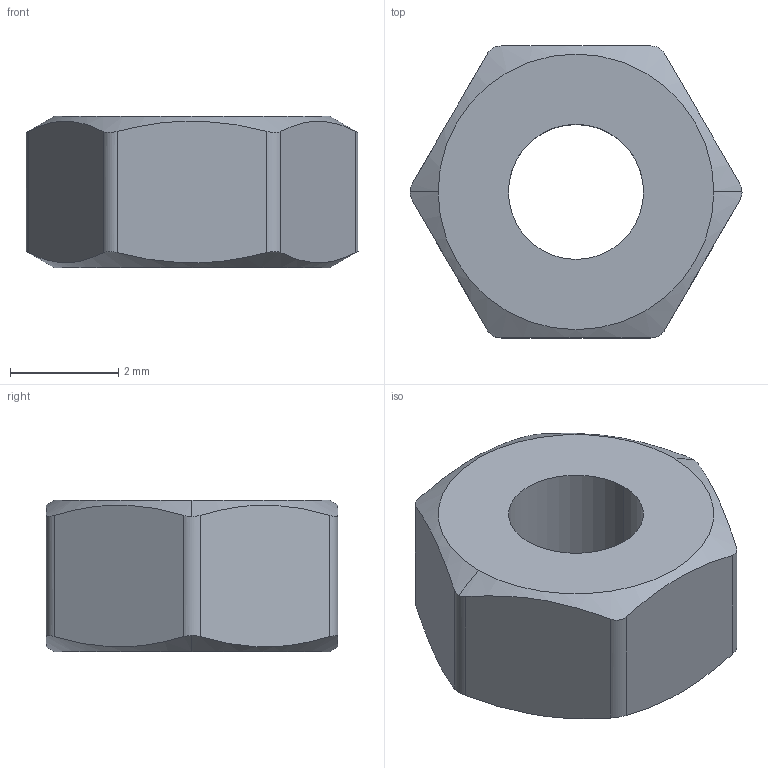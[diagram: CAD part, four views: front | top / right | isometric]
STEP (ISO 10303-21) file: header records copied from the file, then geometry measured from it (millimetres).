
FILE_DESCRIPTION (( 'STEP AP214' ), '1' );
FILE_NAME ('Nut M3六角螺母（不锈钢）.step', '2016-10-28T04:22:29', ( 'dell' ), ( '' ), 'SwSTEP 2.0', 'SolidWorks 2013', '' );
FILE_SCHEMA (( 'AUTOMOTIVE_DESIGN' ));
Length unit declared in the file: millimetre
Products named in the file (1): Nut M3六角螺母（不锈钢）
Bounding box: 6.14 x 5.4 x 2.8 mm (x, y, z)
Volume: 55.9 mm3; surface area: 109.8 mm2
Topology: 1 solids, 1 shells, 21 faces, 55 edges, 36 vertices
Faces by surface type: cylinder 9, plane 8, cone 4
Entity records: 771 total; most frequent: CARTESIAN_POINT 261, ORIENTED_EDGE 110, DIRECTION 79, EDGE_CURVE 55, VERTEX_POINT 36, AXIS2_PLACEMENT_3D 30, B_SPLINE_CURVE_WITH_KNOTS 28, EDGE_LOOP 23
